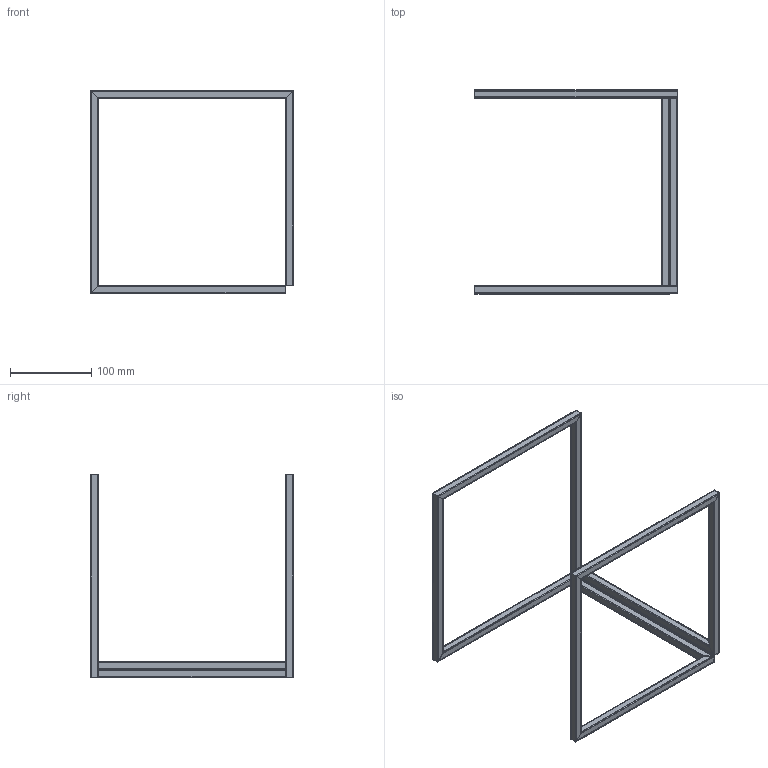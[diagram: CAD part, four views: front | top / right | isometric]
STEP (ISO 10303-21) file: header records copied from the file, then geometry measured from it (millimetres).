
FILE_DESCRIPTION(/* description */ ('STEP AP242','CAx-IF Rec.Pracs.---Representation and Presentation of Product Manufacturing Information (PMI)---4.0---2014-10-13','CAx-IF Rec.Pracs.---3D Tessellated Geometry---0.4---2014-09-14','2;1'),/* implementation_level */ '2;1');
FILE_NAME(/* name */ '6584439795c19012d04d65de',/* time_stamp */ '2023-12-21T13:54:31Z',/* author */ (''),/* organization */ (''),/* preprocessor_version */ 'ST-DEVELOPER v19.4',/* originating_system */ ' ',/* authorisation */ ' ');
FILE_SCHEMA (('AP242_MANAGED_MODEL_BASED_3D_ENGINEERING_MIM_LF { 1 0 10303 442 1 1 4 }'));
Length unit declared in the file: metre
Products named in the file (4): SQUARE_CUBE_ASM; PRT0005; PRT0006; PRT0007
Assembly tree (10 placements, depth 2):
  SQUARE_CUBE_ASM
    PRT0005  x6
    PRT0006  x2
    PRT0007  x2
Bounding box: 250 x 250 x 250 mm (x, y, z)
Volume: 44840 mm3; surface area: 171794 mm2
Topology: 10 solids, 10 shells, 180 faces, 480 edges, 320 vertices
Faces by surface type: plane 100, cylinder 80
Entity records: 1857 total; most frequent: DIRECTION 322, CARTESIAN_POINT 305, ORIENTED_EDGE 288, EDGE_CURVE 144, AXIS2_PLACEMENT_3D 113, LINE 96, VECTOR 96, VERTEX_POINT 96
